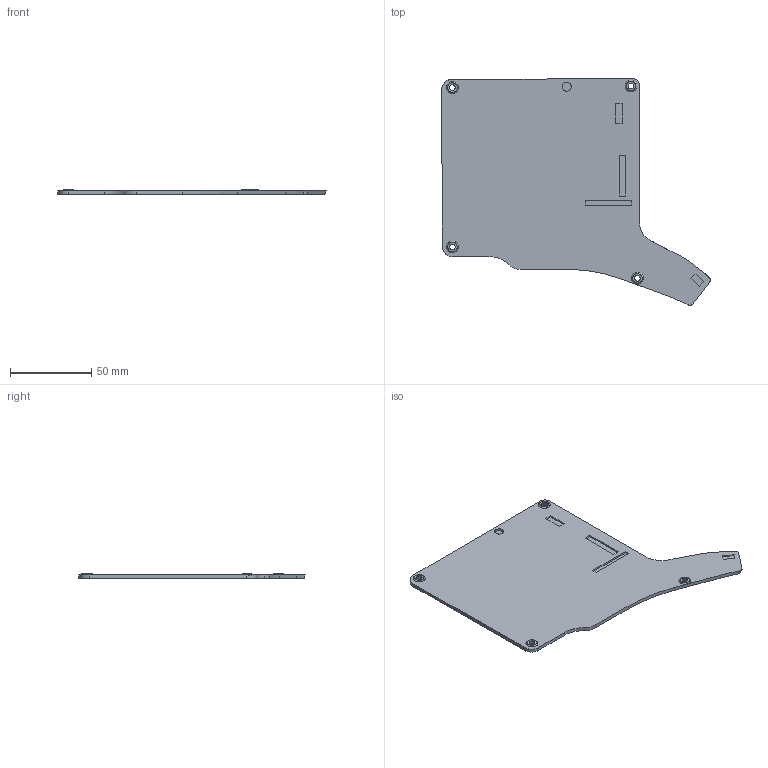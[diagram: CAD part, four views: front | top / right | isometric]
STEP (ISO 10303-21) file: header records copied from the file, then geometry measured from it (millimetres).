
FILE_DESCRIPTION(('HOOPS Exchange Step'),'2;1');
FILE_NAME('hpd-V2-bot-left.stp','2025-02-21T17:26:04+03:00',('111'),('Unknown organisation'),'HOOPS Exchange 2024.2','HOOPS Exchange','Unknown authorisation');
FILE_SCHEMA( ('AP203_CONFIGURATION_CONTROLLED_3D_DESIGN_OF_MECHANICAL_PARTS_AND_ASSEMBLIES_MIM_LF') );
Length unit declared in the file: millimetre
Products named in the file (1): root
Bounding box: 164.87 x 139.14 x 3 mm (x, y, z)
Volume: 32692.5 mm3; surface area: 31637.2 mm2
Topology: 1 solids, 1 shells, 74 faces, 194 edges, 135 vertices
Faces by surface type: plane 42, cylinder 18, bspline 7, cone 4, offset 3
Full cylindrical faces by diameter (mm): 3.519 x3, 5.5 x1, 6.079 x4
Entity records: 5125 total; most frequent: CARTESIAN_POINT 3279, ORIENTED_EDGE 388, DIRECTION 342, EDGE_CURVE 194, VERTEX_POINT 135, AXIS2_PLACEMENT_3D 122, VECTOR 98, EDGE_LOOP 95
